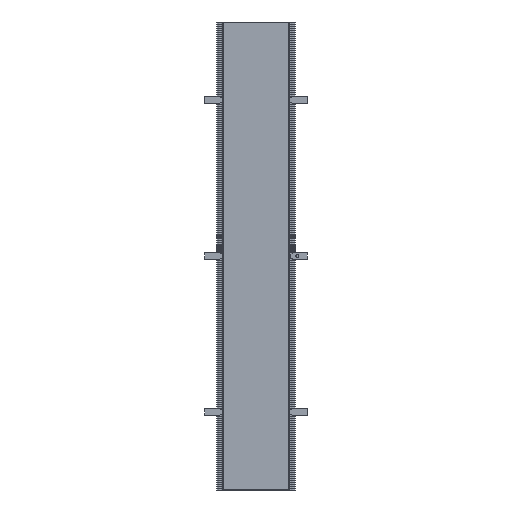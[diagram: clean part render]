
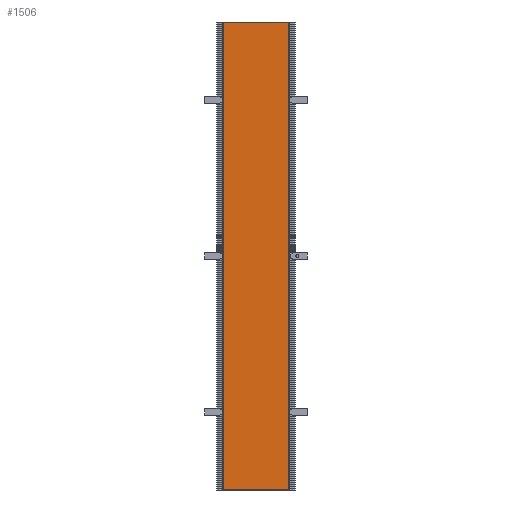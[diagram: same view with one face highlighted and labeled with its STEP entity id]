
A CAD part, front view. The second image highlights one B-rep face of the part: STEP entity #1506.
In plain terms, the highlighted planar face has unit normal (0, -1, 0).
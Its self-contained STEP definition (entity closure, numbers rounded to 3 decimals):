
#186 = CARTESIAN_POINT ( 'NONE',  ( -167.5, 0., -2399. ) ) ;
#224 = DIRECTION ( 'NONE',  ( 0., 0., 1. ) ) ;
#699 = ORIENTED_EDGE ( 'NONE', *, *, #5696, .T. ) ;
#784 = CARTESIAN_POINT ( 'NONE',  ( 167.5, 0., 0. ) ) ;
#973 = CARTESIAN_POINT ( 'NONE',  ( -170.5, 0., 0. ) ) ;
#1286 = CARTESIAN_POINT ( 'NONE',  ( 167.5, 0., -2399. ) ) ;
#1413 = AXIS2_PLACEMENT_3D ( 'NONE', #2186, #7344, #4128 ) ;
#1506 = ADVANCED_FACE ( 'NONE', ( #8680 ), #4892, .T. ) ;
#1536 = ORIENTED_EDGE ( 'NONE', *, *, #6087, .T. ) ;
#1612 = VECTOR ( 'NONE', #5332, 1000. ) ;
#2076 = CARTESIAN_POINT ( 'NONE',  ( -167.5, 0., -2399. ) ) ;
#2186 = CARTESIAN_POINT ( 'NONE',  ( -170.5, 0., -2399. ) ) ;
#2468 = ORIENTED_EDGE ( 'NONE', *, *, #5121, .F. ) ;
#2709 = VERTEX_POINT ( 'NONE', #2076 ) ;
#3106 = VERTEX_POINT ( 'NONE', #1286 ) ;
#3230 = LINE ( 'NONE', #6284, #6923 ) ;
#3962 = CARTESIAN_POINT ( 'NONE',  ( -167.5, 0., 0. ) ) ;
#4128 = DIRECTION ( 'NONE',  ( 0., 0., -1. ) ) ;
#4328 = VECTOR ( 'NONE', #224, 1000. ) ;
#4647 = VERTEX_POINT ( 'NONE', #784 ) ;
#4892 = PLANE ( 'NONE',  #1413 ) ;
#5121 = EDGE_CURVE ( 'NONE', #9346, #4647, #6009, .T. ) ;
#5332 = DIRECTION ( 'NONE',  ( 0., 0., -1. ) ) ;
#5384 = DIRECTION ( 'NONE',  ( 1., 0., 0. ) ) ;
#5696 = EDGE_CURVE ( 'NONE', #2709, #3106, #3230, .T. ) ;
#6009 = LINE ( 'NONE', #973, #7515 ) ;
#6087 = EDGE_CURVE ( 'NONE', #9346, #2709, #7263, .T. ) ;
#6284 = CARTESIAN_POINT ( 'NONE',  ( -170.5, 0., -2399. ) ) ;
#6528 = LINE ( 'NONE', #9030, #4328 ) ;
#6923 = VECTOR ( 'NONE', #7036, 1000. ) ;
#7036 = DIRECTION ( 'NONE',  ( 1., 0., 0. ) ) ;
#7239 = EDGE_LOOP ( 'NONE', ( #699, #9179, #2468, #1536 ) ) ;
#7263 = LINE ( 'NONE', #186, #1612 ) ;
#7344 = DIRECTION ( 'NONE',  ( 0., -1., 0. ) ) ;
#7410 = EDGE_CURVE ( 'NONE', #3106, #4647, #6528, .T. ) ;
#7515 = VECTOR ( 'NONE', #5384, 1000. ) ;
#8680 = FACE_OUTER_BOUND ( 'NONE', #7239, .T. ) ;
#9030 = CARTESIAN_POINT ( 'NONE',  ( 167.5, 0., 0. ) ) ;
#9179 = ORIENTED_EDGE ( 'NONE', *, *, #7410, .T. ) ;
#9346 = VERTEX_POINT ( 'NONE', #3962 ) ;
